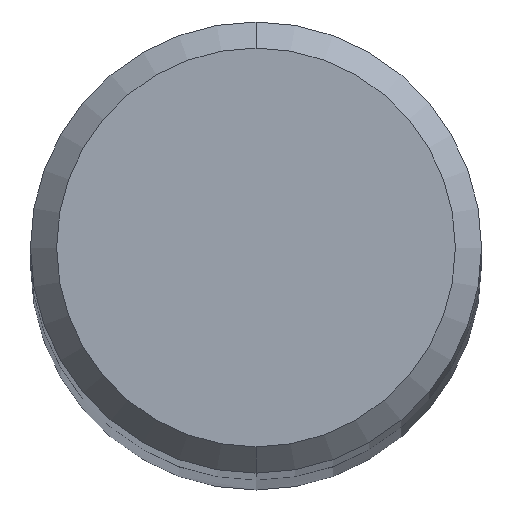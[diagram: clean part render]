
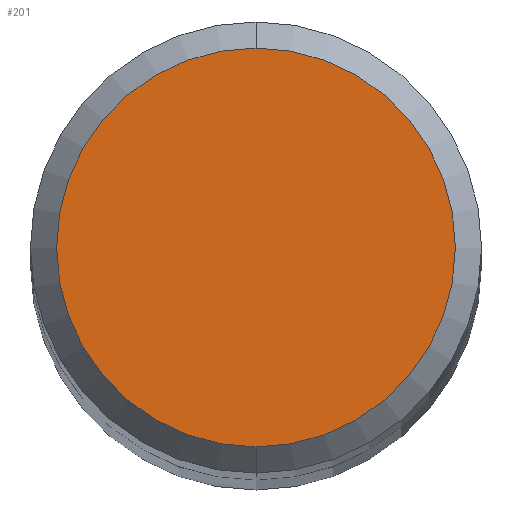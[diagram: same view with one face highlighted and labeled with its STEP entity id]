
A CAD part, top view. The second image highlights one B-rep face of the part: STEP entity #201.
In plain terms, the highlighted planar face has unit normal (0, 0, 1).
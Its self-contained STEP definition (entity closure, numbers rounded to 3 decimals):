
#201=ADVANCED_FACE('',(#466),#467,.T.);
#269=EDGE_CURVE('',#279,#355,#543,.T.);
#279=VERTEX_POINT('',#554);
#289=EDGE_CURVE('',#355,#279,#565,.T.);
#355=VERTEX_POINT('',#635);
#466=FACE_OUTER_BOUND('',#866,.T.);
#467=PLANE('',#867);
#543=CIRCLE('',#965,3.05);
#554=CARTESIAN_POINT('',(0.0,3.05,58.0));
#565=CIRCLE('',#1019,3.05);
#635=CARTESIAN_POINT('',(0.,-3.05,58.0));
#866=EDGE_LOOP('',(#1346,#1347));
#867=AXIS2_PLACEMENT_3D('',#1348,#1349,#1350);
#965=AXIS2_PLACEMENT_3D('',#1443,#1444,#1445);
#1019=AXIS2_PLACEMENT_3D('',#1465,#1466,#1467);
#1346=ORIENTED_EDGE('',*,*,#269,.F.);
#1347=ORIENTED_EDGE('',*,*,#289,.F.);
#1348=CARTESIAN_POINT('',(0.0,1.525,58.0));
#1349=DIRECTION('',(-0.0,0.0,1.0));
#1350=DIRECTION('',(0.0,-1.0,0.0));
#1443=CARTESIAN_POINT('',(0.0,0.0,58.0));
#1444=DIRECTION('',(0.0,0.0,-1.0));
#1445=DIRECTION('',(0.0,1.0,0.0));
#1465=CARTESIAN_POINT('',(0.0,0.0,58.0));
#1466=DIRECTION('',(0.0,0.0,-1.0));
#1467=DIRECTION('',(0.0,1.0,0.0));
